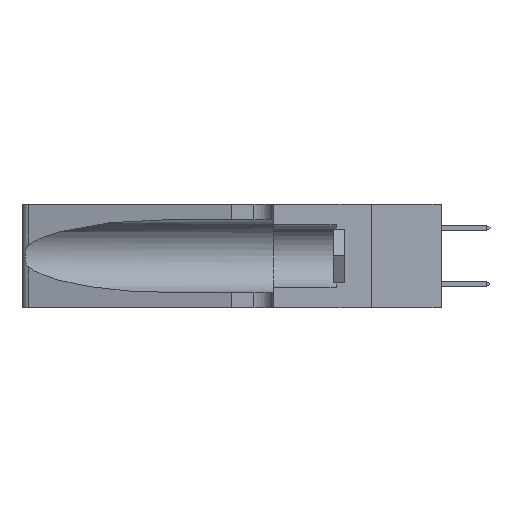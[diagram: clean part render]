
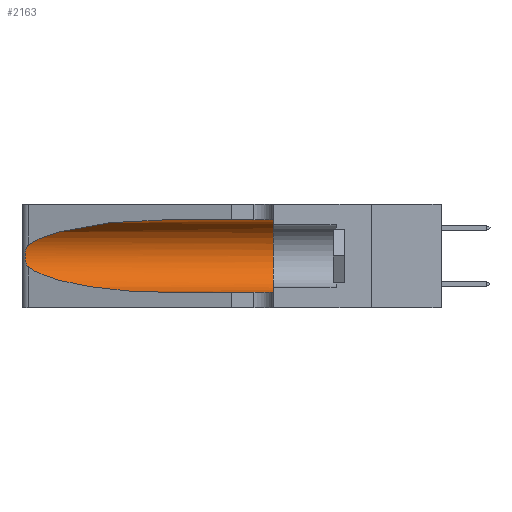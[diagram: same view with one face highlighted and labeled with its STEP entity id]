
A CAD part, left-side view. The second image highlights one B-rep face of the part: STEP entity #2163.
In plain terms, the highlighted cylindrical face has radius 3.308 mm (diameter 6.617 mm), a partial arc.
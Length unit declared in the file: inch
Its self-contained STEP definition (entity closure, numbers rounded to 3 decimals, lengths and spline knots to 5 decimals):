
#317 = CARTESIAN_POINT ( 'NONE',  ( 0.1305, 0.72297, 0.05475 ) ) ;
#340 = CARTESIAN_POINT ( 'NONE',  ( 0.1305, 0.72297, 0.31525 ) ) ;
#481 = EDGE_CURVE ( 'NONE', #7201, #7832, #14689, .T. ) ;
#804 = CIRCLE ( 'NONE', #9659, 0.13025 ) ;
#820 = DIRECTION ( 'NONE',  ( 0., 0., 1. ) ) ;
#974 = ORIENTED_EDGE ( 'NONE', *, *, #8327, .T. ) ;
#1522 = LINE ( 'NONE', #12244, #16466 ) ;
#1880 = EDGE_CURVE ( 'NONE', #11944, #9435, #17149, .T. ) ;
#2067 = DIRECTION ( 'NONE',  ( 0., -1., 0. ) ) ;
#2096 = CARTESIAN_POINT ( 'NONE',  ( 0.25639, 1.23186, 0.15144 ) ) ;
#2163 = ADVANCED_FACE ( 'NONE', ( #3558 ), #7029, .F. ) ;
#2345 = CARTESIAN_POINT ( 'NONE',  ( 0.18966, 0.96281, 0.31525 ) ) ;
#2898 = VECTOR ( 'NONE', #5403, 39.37008 ) ;
#3291 = EDGE_CURVE ( 'NONE', #13822, #5639, #1522, .T. ) ;
#3295 = CARTESIAN_POINT ( 'NONE',  ( 0.25487, 1.22718, 0.22369 ) ) ;
#3319 = DIRECTION ( 'NONE',  ( 0., 0., -1. ) ) ;
#3406 = CARTESIAN_POINT ( 'NONE',  ( 0.1305, 0.72297, 0.31525 ) ) ;
#3558 = FACE_OUTER_BOUND ( 'NONE', #7512, .T. ) ;
#3810 = CARTESIAN_POINT ( 'NONE',  ( 0.25555, 1.22994, 0.2215 ) ) ;
#3945 = ORIENTED_EDGE ( 'NONE', *, *, #481, .T. ) ;
#5155 = CARTESIAN_POINT ( 'NONE',  ( 0.25854, 1.2359, 0.20912 ) ) ;
#5302 = CARTESIAN_POINT ( 'NONE',  ( 0.25639, 1.23184, 0.21858 ) ) ;
#5403 = DIRECTION ( 'NONE',  ( 0., -1., 0. ) ) ;
#5639 = VERTEX_POINT ( 'NONE', #14420 ) ;
#5804 = ORIENTED_EDGE ( 'NONE', *, *, #13673, .F. ) ;
#5841 = CARTESIAN_POINT ( 'NONE',  ( 0.25487, 1.22718, 0.14631 ) ) ;
#6460 = CARTESIAN_POINT ( 'NONE',  ( 0.25787, 1.23484, 0.2124 ) ) ;
#6778 = DIRECTION ( 'NONE',  ( 0., 1., 0. ) ) ;
#7029 = CYLINDRICAL_SURFACE ( 'NONE', #9498, 0.13025 ) ;
#7201 = VERTEX_POINT ( 'NONE', #3295 ) ;
#7512 = EDGE_LOOP ( 'NONE', ( #15557, #3945, #974, #10346, #5804, #8549 ) ) ;
#7832 = VERTEX_POINT ( 'NONE', #5841 ) ;
#7919 = CARTESIAN_POINT ( 'NONE',  ( 0.25789, 1.23486, 0.15765 ) ) ;
#8239 = CARTESIAN_POINT ( 'NONE',  ( 0.1305, 0.35, 0.185 ) ) ;
#8327 = EDGE_CURVE ( 'NONE', #7832, #13822, #10644, .T. ) ;
#8549 = ORIENTED_EDGE ( 'NONE', *, *, #1880, .F. ) ;
#9435 = VERTEX_POINT ( 'NONE', #16025 ) ;
#9437 = CARTESIAN_POINT ( 'NONE',  ( 0.26018, 1.23835, 0.19895 ) ) ;
#9492 = CARTESIAN_POINT ( 'NONE',  ( 0.25487, 1.22718, 0.22369 ) ) ;
#9498 = AXIS2_PLACEMENT_3D ( 'NONE', #11967, #15021, #3319 ) ;
#9659 = AXIS2_PLACEMENT_3D ( 'NONE', #8239, #6778, #820 ) ;
#10346 = ORIENTED_EDGE ( 'NONE', *, *, #3291, .T. ) ;
#10644 =( BOUNDED_CURVE ( )  B_SPLINE_CURVE ( 3, ( #13640, #12082, #15066, #317 ),
 .UNSPECIFIED., .F., .F. ) 
 B_SPLINE_CURVE_WITH_KNOTS ( ( 4, 4 ),
 ( 3.44316, 4.71239 ),
 .UNSPECIFIED. ) 
 CURVE ( )  GEOMETRIC_REPRESENTATION_ITEM ( )  RATIONAL_B_SPLINE_CURVE ( ( 1., 0.87, 0.87, 1. ) ) 
 REPRESENTATION_ITEM ( '' )  );
#10863 = CARTESIAN_POINT ( 'NONE',  ( 0.25555, 1.22993, 0.14849 ) ) ;
#10931 = CARTESIAN_POINT ( 'NONE',  ( 0.26075, 1.23896, 0.19203 ) ) ;
#11944 = VERTEX_POINT ( 'NONE', #3406 ) ;
#11967 = CARTESIAN_POINT ( 'NONE',  ( 0.1305, 1.61858, 0.185 ) ) ;
#12082 = CARTESIAN_POINT ( 'NONE',  ( 0.2373, 1.15595, 0.08982 ) ) ;
#12244 = CARTESIAN_POINT ( 'NONE',  ( 0.1305, 1.61858, 0.05475 ) ) ;
#12338 = CARTESIAN_POINT ( 'NONE',  ( 0.25487, 1.22718, 0.14631 ) ) ;
#12606 = CARTESIAN_POINT ( 'NONE',  ( 0.25487, 1.22718, 0.22369 ) ) ;
#12670 = CARTESIAN_POINT ( 'NONE',  ( 0.2373, 1.15595, 0.28018 ) ) ;
#13640 = CARTESIAN_POINT ( 'NONE',  ( 0.25487, 1.22718, 0.14631 ) ) ;
#13673 = EDGE_CURVE ( 'NONE', #9435, #5639, #804, .T. ) ;
#13822 = VERTEX_POINT ( 'NONE', #18920 ) ;
#13903 = CARTESIAN_POINT ( 'NONE',  ( 0.26017, 1.23833, 0.17102 ) ) ;
#14310 = EDGE_CURVE ( 'NONE', #11944, #7201, #16106, .T. ) ;
#14420 = CARTESIAN_POINT ( 'NONE',  ( 0.1305, 0.35, 0.05475 ) ) ;
#14689 = B_SPLINE_CURVE_WITH_KNOTS ( 'NONE', 3,
 ( #12606, #3810, #5302, #6460, #5155, #9437, #10931, #16730, #13903, #15452, #7919, #2096, #10863, #12338 ),
 .UNSPECIFIED., .F., .F.,
 ( 4, 2, 2, 2, 2, 2, 4 ),
 ( 0., 0.00027, 0.00053, 0.00107, 0.0016, 0.00187, 0.00214 ),
 .UNSPECIFIED. ) ;
#15021 = DIRECTION ( 'NONE',  ( 0., -1., 0. ) ) ;
#15066 = CARTESIAN_POINT ( 'NONE',  ( 0.18966, 0.96281, 0.05475 ) ) ;
#15452 = CARTESIAN_POINT ( 'NONE',  ( 0.25856, 1.23593, 0.16098 ) ) ;
#15557 = ORIENTED_EDGE ( 'NONE', *, *, #14310, .T. ) ;
#16025 = CARTESIAN_POINT ( 'NONE',  ( 0.1305, 0.35, 0.31525 ) ) ;
#16106 =( BOUNDED_CURVE ( )  B_SPLINE_CURVE ( 3, ( #340, #2345, #12670, #9492 ),
 .UNSPECIFIED., .F., .F. ) 
 B_SPLINE_CURVE_WITH_KNOTS ( ( 4, 4 ),
 ( 1.5708, 2.84003 ),
 .UNSPECIFIED. ) 
 CURVE ( )  GEOMETRIC_REPRESENTATION_ITEM ( )  RATIONAL_B_SPLINE_CURVE ( ( 1., 0.87, 0.87, 1. ) ) 
 REPRESENTATION_ITEM ( '' )  );
#16466 = VECTOR ( 'NONE', #2067, 39.37008 ) ;
#16730 = CARTESIAN_POINT ( 'NONE',  ( 0.26075, 1.23896, 0.178 ) ) ;
#17034 = CARTESIAN_POINT ( 'NONE',  ( 0.1305, 1.61858, 0.31525 ) ) ;
#17149 = LINE ( 'NONE', #17034, #2898 ) ;
#18920 = CARTESIAN_POINT ( 'NONE',  ( 0.1305, 0.72297, 0.05475 ) ) ;
